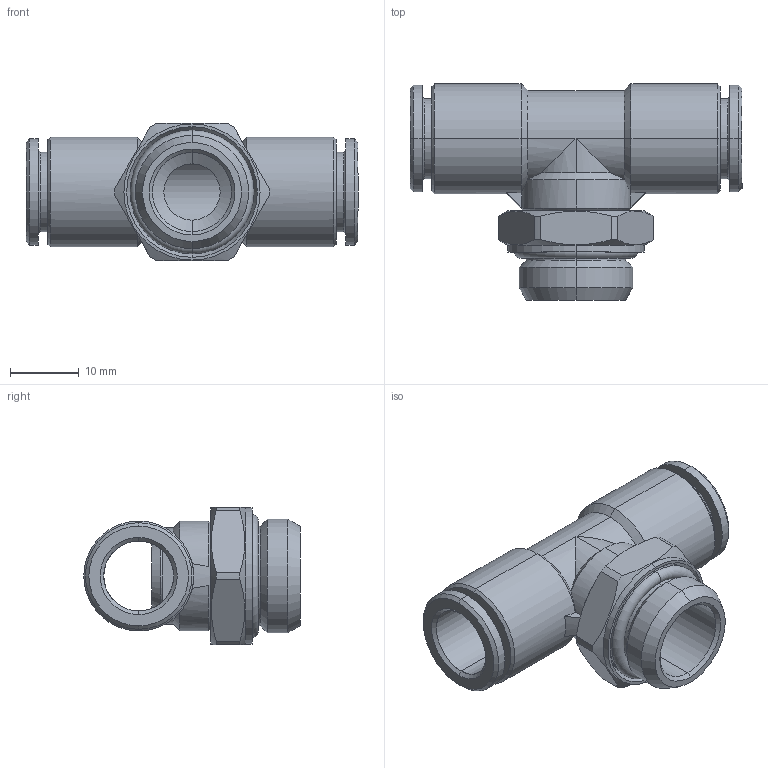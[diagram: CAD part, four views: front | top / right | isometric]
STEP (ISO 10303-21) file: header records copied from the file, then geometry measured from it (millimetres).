
FILE_DESCRIPTION (( 'STEP AP203' ), '1' );
FILE_NAME ('B0120053.STEP', '2011-03-31T08:14:18', ( '' ), ( 'sopra-pneumatic' ), 'SwSTEP 2.0', 'SolidWorks 2009', '' );
FILE_SCHEMA (( 'CONFIG_CONTROL_DESIGN' ));
Length unit declared in the file: millimetre
Products named in the file (1): B0120053
Bounding box: 48.3 x 31.5 x 20 mm (x, y, z)
Volume: 7530.2 mm3; surface area: 6769.6 mm2
Topology: 2 solids, 2 shells, 128 faces, 296 edges, 180 vertices
Faces by surface type: cone 45, cylinder 45, plane 34, torus 4
Entity records: 3855 total; most frequent: CARTESIAN_POINT 835, DIRECTION 654, ORIENTED_EDGE 592, EDGE_CURVE 296, AXIS2_PLACEMENT_3D 267, VERTEX_POINT 180, EDGE_LOOP 142, CIRCLE 138
